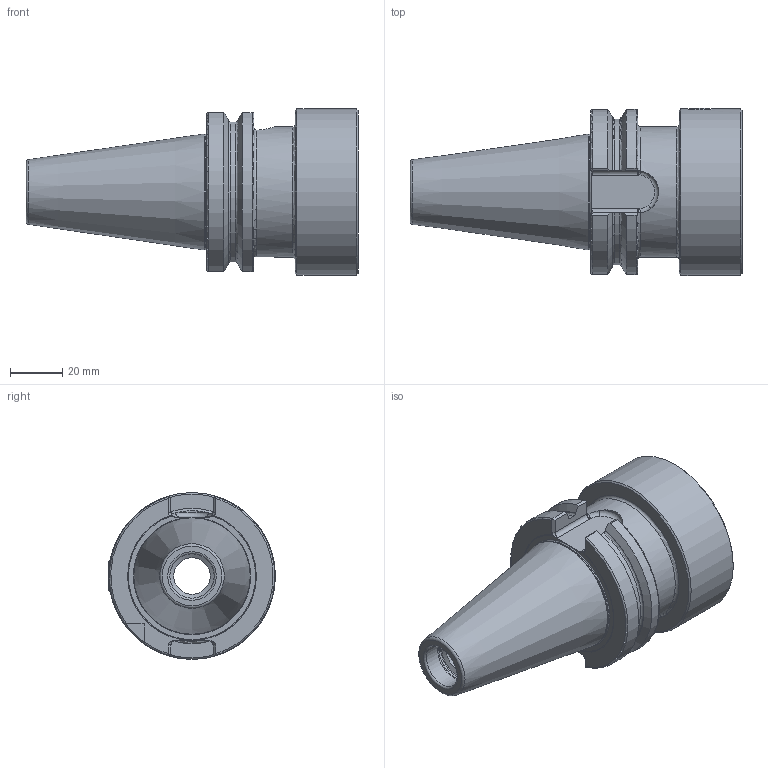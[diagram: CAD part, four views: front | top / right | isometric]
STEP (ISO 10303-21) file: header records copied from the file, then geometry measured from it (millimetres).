
FILE_DESCRIPTION (( 'STEP AP214' ), '1' );
FILE_NAME ('SP4.ST6.K01.059.STEP', '2020-04-15T12:19:04', ( '' ), ( '' ), 'SwSTEP 2.0', 'SolidWorks 2017', '' );
FILE_SCHEMA (( 'AUTOMOTIVE_DESIGN' ));
Length unit declared in the file: millimetre
Products named in the file (4): DIN 3771 - 33x2; ST6-ER1.001.018_A; SP4-ST6.K01.059_A_Fertigbearbeitung; SP4.ST6.K01.059
Assembly tree (3 placements, depth 2):
  SP4.ST6.K01.059
    SP4-ST6.K01.059_A_Fertigbearbeitung
    ST6-ER1.001.018_A
    DIN 3771 - 33x2
Bounding box: 127.25 x 64 x 64 mm (x, y, z)
Volume: 148114 mm3; surface area: 38223.4 mm2
Topology: 3 solids, 3 shells, 155 faces, 396 edges, 247 vertices
Faces by surface type: plane 58, cylinder 38, torus 31, cone 22, bspline 6
Full cylindrical faces by diameter (mm): 6 x1, 11 x1, 12 x1, 14 x1, 17 x1, 17.45 x1, 28 x1, 34 x1, 36 x1, 37 x1, 44.2 x1, 44.45 x1, 50 x1, 64 x1
Entity records: 5384 total; most frequent: CARTESIAN_POINT 1819, ORIENTED_EDGE 684, DIRECTION 668, EDGE_CURVE 342, AXIS2_PLACEMENT_3D 273, VERTEX_POINT 235, EDGE_LOOP 201, FACE_OUTER_BOUND 178
